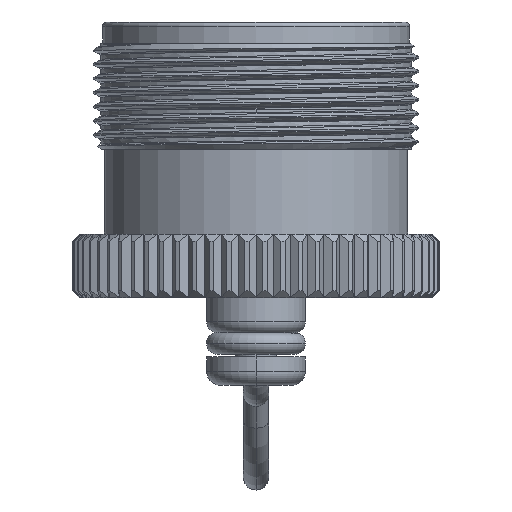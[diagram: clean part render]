
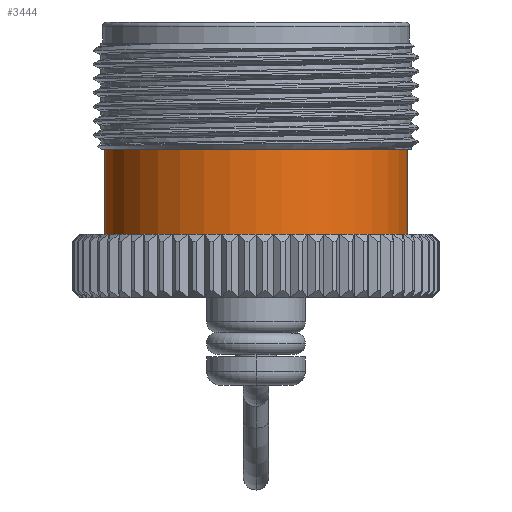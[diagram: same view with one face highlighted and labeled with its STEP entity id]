
A CAD part, front view. The second image highlights one B-rep face of the part: STEP entity #3444.
In plain terms, the highlighted cylindrical face has radius 10.75 mm (diameter 21.5 mm), a partial arc.
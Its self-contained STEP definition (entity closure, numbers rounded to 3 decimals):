
#673=CYLINDRICAL_SURFACE('',#14960,10.75);
#1400=LINE('',#32593,#1900);
#1401=LINE('',#32597,#1901);
#1900=VECTOR('',#18464,1.);
#1901=VECTOR('',#18467,1.);
#3444=ADVANCED_FACE('',(#4395),#673,.T.);
#4395=FACE_OUTER_BOUND('',#5260,.T.);
#5260=EDGE_LOOP('',(#9091,#9092,#9093,#9094));
#9091=ORIENTED_EDGE('',*,*,#12488,.T.);
#9092=ORIENTED_EDGE('',*,*,#12485,.T.);
#9093=ORIENTED_EDGE('',*,*,#11926,.F.);
#9094=ORIENTED_EDGE('',*,*,#12487,.F.);
#10259=VERTEX_POINT('',#30233);
#10260=VERTEX_POINT('',#30234);
#10509=VERTEX_POINT('',#32594);
#10510=VERTEX_POINT('',#32596);
#11926=EDGE_CURVE('',#10259,#10260,#13302,.T.);
#12485=EDGE_CURVE('',#10509,#10260,#1400,.T.);
#12487=EDGE_CURVE('',#10510,#10259,#1401,.T.);
#12488=EDGE_CURVE('',#10510,#10509,#13429,.T.);
#13302=CIRCLE('',#14519,10.75);
#13429=CIRCLE('',#14959,10.75);
#14519=AXIS2_PLACEMENT_3D('',#30232,#17403,#17404);
#14959=AXIS2_PLACEMENT_3D('',#32599,#18470,#18471);
#14960=AXIS2_PLACEMENT_3D('',#32600,#18472,#18473);
#17403=DIRECTION('',(0.,0.,-1.));
#17404=DIRECTION('',(1.,0.,0.));
#18464=DIRECTION('',(0.,0.,-1.));
#18467=DIRECTION('',(0.,0.,-1.));
#18470=DIRECTION('',(0.,0.,-1.));
#18471=DIRECTION('',(1.,0.,0.));
#18472=DIRECTION('',(0.,0.,1.));
#18473=DIRECTION('',(1.,0.,0.));
#30232=CARTESIAN_POINT('',(0.,0.,7.));
#30233=CARTESIAN_POINT('',(10.75,0.,7.));
#30234=CARTESIAN_POINT('',(-10.75,0.,7.));
#32593=CARTESIAN_POINT('',(-10.75,0.,13.));
#32594=CARTESIAN_POINT('',(-10.75,0.,13.));
#32596=CARTESIAN_POINT('',(10.75,0.,13.));
#32597=CARTESIAN_POINT('',(10.75,0.,13.));
#32599=CARTESIAN_POINT('',(0.,0.,13.));
#32600=CARTESIAN_POINT('',(0.,0.,-1.1));
